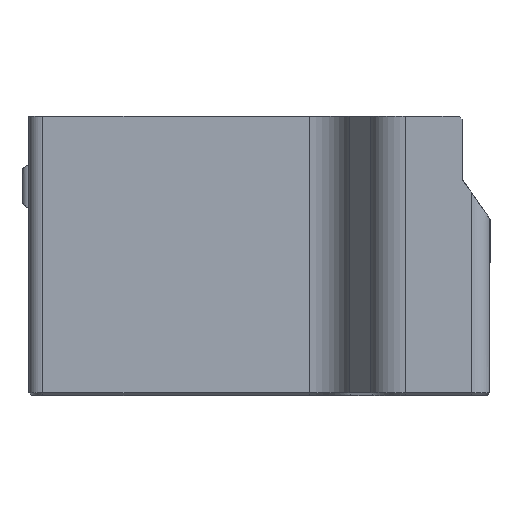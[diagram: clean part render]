
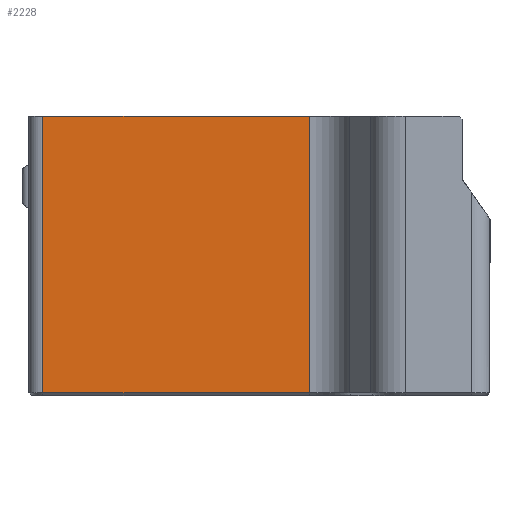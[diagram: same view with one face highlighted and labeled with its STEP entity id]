
A CAD part, left-side view. The second image highlights one B-rep face of the part: STEP entity #2228.
In plain terms, the highlighted planar face has unit normal (-1, 0, 0).
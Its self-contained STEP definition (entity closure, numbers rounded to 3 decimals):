
#83=PLANE('',#2405);
#181=FACE_OUTER_BOUND('',#302,.T.);
#302=EDGE_LOOP('',(#1763,#1764,#1765,#1766));
#485=LINE('',#3484,#724);
#492=LINE('',#3502,#731);
#494=LINE('',#3508,#733);
#495=LINE('',#3509,#734);
#724=VECTOR('',#2810,10.);
#731=VECTOR('',#2827,1.);
#733=VECTOR('',#2833,1.);
#734=VECTOR('',#2834,10.);
#1032=VERTEX_POINT('',#3477);
#1034=VERTEX_POINT('',#3483);
#1040=VERTEX_POINT('',#3501);
#1042=VERTEX_POINT('',#3507);
#1295=EDGE_CURVE('',#1032,#1034,#485,.T.);
#1304=EDGE_CURVE('',#1034,#1040,#492,.T.);
#1307=EDGE_CURVE('',#1032,#1042,#494,.T.);
#1308=EDGE_CURVE('',#1042,#1040,#495,.T.);
#1763=ORIENTED_EDGE('',*,*,#1295,.F.);
#1764=ORIENTED_EDGE('',*,*,#1307,.T.);
#1765=ORIENTED_EDGE('',*,*,#1308,.T.);
#1766=ORIENTED_EDGE('',*,*,#1304,.F.);
#2228=ADVANCED_FACE('',(#181),#83,.F.);
#2405=AXIS2_PLACEMENT_3D('',#3506,#2831,#2832);
#2810=DIRECTION('',(0.,1.,0.));
#2827=DIRECTION('',(0.,0.,1.));
#2831=DIRECTION('center_axis',(1.,0.,0.));
#2832=DIRECTION('ref_axis',(0.,-1.,0.));
#2833=DIRECTION('',(0.,0.,1.));
#2834=DIRECTION('',(0.,1.,0.));
#3477=CARTESIAN_POINT('',(-187.4,-7.602,-29.6));
#3483=CARTESIAN_POINT('',(-187.4,30.5,-29.6));
#3484=CARTESIAN_POINT('',(-187.4,31.5,-29.6));
#3501=CARTESIAN_POINT('',(-187.4,30.5,10.));
#3502=CARTESIAN_POINT('',(-187.4,30.5,-11.));
#3506=CARTESIAN_POINT('Origin',(-187.4,30.5,-11.));
#3507=CARTESIAN_POINT('',(-187.4,-7.602,10.));
#3508=CARTESIAN_POINT('',(-187.4,-7.602,-31.));
#3509=CARTESIAN_POINT('',(-187.4,15.25,10.));
